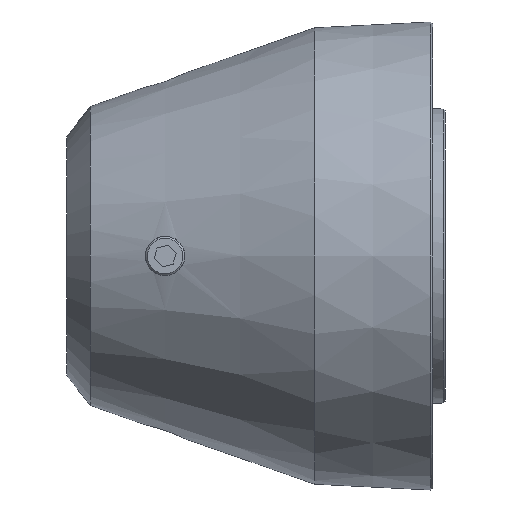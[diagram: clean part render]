
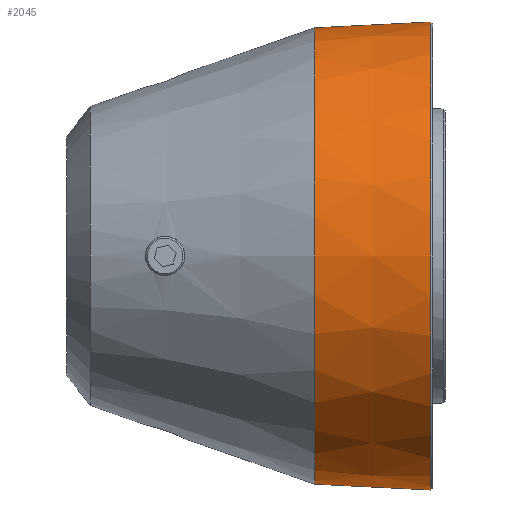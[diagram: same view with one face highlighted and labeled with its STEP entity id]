
A CAD part, front view. The second image highlights one B-rep face of the part: STEP entity #2045.
In plain terms, the highlighted conical face has half-angle 2.862 degrees and reference radius 59.5 mm.
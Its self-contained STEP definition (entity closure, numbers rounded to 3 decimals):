
#431 = VERTEX_POINT ( 'NONE', #3608 ) ;
#626 = EDGE_CURVE ( 'NONE', #1282, #1282, #4120, .T. ) ;
#669 = ORIENTED_EDGE ( 'NONE', *, *, #626, .T. ) ;
#933 = ORIENTED_EDGE ( 'NONE', *, *, #3180, .F. ) ;
#941 = CARTESIAN_POINT ( 'NONE',  ( -21.355, 26.086, 19.273 ) ) ;
#1282 = VERTEX_POINT ( 'NONE', #4317 ) ;
#1311 = EDGE_LOOP ( 'NONE', ( #933 ) ) ;
#1319 = DIRECTION ( 'NONE',  ( 0., 0., 1. ) ) ;
#1367 = DIRECTION ( 'NONE',  ( 0., 0., 1. ) ) ;
#1678 = CARTESIAN_POINT ( 'NONE',  ( 8.645, 26.086, 19.273 ) ) ;
#1773 = CARTESIAN_POINT ( 'NONE',  ( 8.169, 26.086, 19.273 ) ) ;
#1784 = DIRECTION ( 'NONE',  ( 0., 0., -1. ) ) ;
#2045 = ADVANCED_FACE ( 'NONE', ( #2934, #4869 ), #3353, .T. ) ;
#2934 = FACE_OUTER_BOUND ( 'NONE', #4707, .T. ) ;
#3180 = EDGE_CURVE ( 'NONE', #431, #431, #4367, .T. ) ;
#3353 = CONICAL_SURFACE ( 'NONE', #4370, 59.5, 0.05 ) ;
#3608 = CARTESIAN_POINT ( 'NONE',  ( -21.355, 26.086, 77.273 ) ) ;
#3710 = DIRECTION ( 'NONE',  ( -1., 0., 0. ) ) ;
#4120 = CIRCLE ( 'NONE', #4223, 59.476 ) ;
#4123 = DIRECTION ( 'NONE',  ( -1., 0., 0. ) ) ;
#4223 = AXIS2_PLACEMENT_3D ( 'NONE', #1773, #4123, #1367 ) ;
#4245 = DIRECTION ( 'NONE',  ( 1., 0., 0. ) ) ;
#4317 = CARTESIAN_POINT ( 'NONE',  ( 8.169, 26.086, 78.749 ) ) ;
#4367 = CIRCLE ( 'NONE', #4757, 58. ) ;
#4370 = AXIS2_PLACEMENT_3D ( 'NONE', #1678, #4245, #1784 ) ;
#4707 = EDGE_LOOP ( 'NONE', ( #669 ) ) ;
#4757 = AXIS2_PLACEMENT_3D ( 'NONE', #941, #3710, #1319 ) ;
#4869 = FACE_BOUND ( 'NONE', #1311, .T. ) ;
